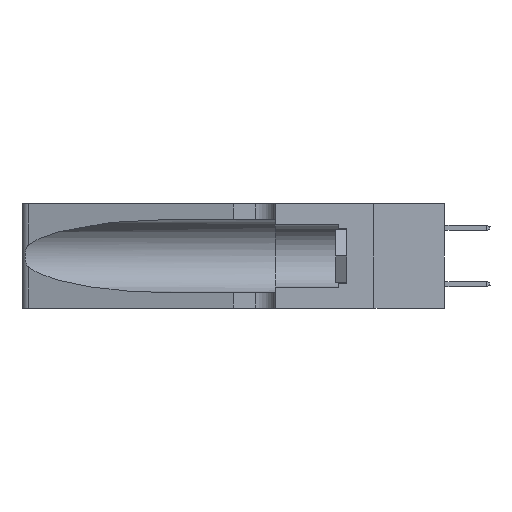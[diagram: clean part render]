
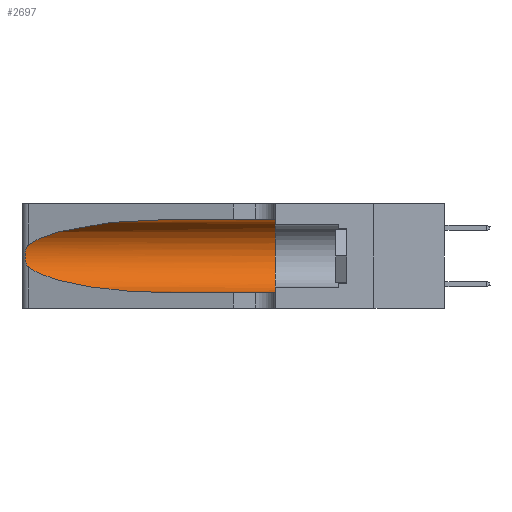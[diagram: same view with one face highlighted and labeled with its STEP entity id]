
A CAD part, left-side view. The second image highlights one B-rep face of the part: STEP entity #2697.
In plain terms, the highlighted cylindrical face has radius 3.308 mm (diameter 6.617 mm), a partial arc.
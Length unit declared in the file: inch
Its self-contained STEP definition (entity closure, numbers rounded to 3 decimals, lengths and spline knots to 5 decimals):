
#526 = CARTESIAN_POINT ( 'NONE',  ( 0.26075, 1.23896, 0.178 ) ) ;
#1166 =( BOUNDED_CURVE ( )  B_SPLINE_CURVE ( 3, ( #16581, #10951, #6955, #9723 ),
 .UNSPECIFIED., .F., .F. ) 
 B_SPLINE_CURVE_WITH_KNOTS ( ( 4, 4 ),
 ( 3.44316, 4.71239 ),
 .UNSPECIFIED. ) 
 CURVE ( )  GEOMETRIC_REPRESENTATION_ITEM ( )  RATIONAL_B_SPLINE_CURVE ( ( 1., 0.87, 0.87, 1. ) ) 
 REPRESENTATION_ITEM ( '' )  );
#1387 = ORIENTED_EDGE ( 'NONE', *, *, #6736, .T. ) ;
#1460 = CARTESIAN_POINT ( 'NONE',  ( 0.1305, 0.35, 0.31525 ) ) ;
#1772 = CARTESIAN_POINT ( 'NONE',  ( 0.25854, 1.2359, 0.20912 ) ) ;
#1819 = EDGE_CURVE ( 'NONE', #10377, #16277, #3075, .T. ) ;
#2142 = CARTESIAN_POINT ( 'NONE',  ( 0.25856, 1.23593, 0.16098 ) ) ;
#2338 = CARTESIAN_POINT ( 'NONE',  ( 0.25789, 1.23486, 0.15765 ) ) ;
#2523 = ORIENTED_EDGE ( 'NONE', *, *, #7689, .F. ) ;
#2697 = ADVANCED_FACE ( 'NONE', ( #8409 ), #10583, .F. ) ;
#3075 = B_SPLINE_CURVE_WITH_KNOTS ( 'NONE', 3,
 ( #17141, #8751, #5975, #8698, #1772, #12965, #5739, #526, #11705, #2142, #2338, #12203, #10066, #17344 ),
 .UNSPECIFIED., .F., .F.,
 ( 4, 2, 2, 2, 2, 2, 4 ),
 ( 0., 0.00027, 0.00053, 0.00107, 0.0016, 0.00187, 0.00214 ),
 .UNSPECIFIED. ) ;
#3457 = CARTESIAN_POINT ( 'NONE',  ( 0.1305, 1.61858, 0.31525 ) ) ;
#3887 = ORIENTED_EDGE ( 'NONE', *, *, #9009, .T. ) ;
#5027 = CARTESIAN_POINT ( 'NONE',  ( 0.1305, 0.72297, 0.31525 ) ) ;
#5166 = CARTESIAN_POINT ( 'NONE',  ( 0.18966, 0.96281, 0.31525 ) ) ;
#5204 = CARTESIAN_POINT ( 'NONE',  ( 0.25487, 1.22718, 0.22369 ) ) ;
#5535 = CARTESIAN_POINT ( 'NONE',  ( 0.1305, 1.61858, 0.05475 ) ) ;
#5739 = CARTESIAN_POINT ( 'NONE',  ( 0.26075, 1.23896, 0.19203 ) ) ;
#5975 = CARTESIAN_POINT ( 'NONE',  ( 0.25639, 1.23184, 0.21858 ) ) ;
#6736 = EDGE_CURVE ( 'NONE', #8360, #10441, #8494, .T. ) ;
#6955 = CARTESIAN_POINT ( 'NONE',  ( 0.18966, 0.96281, 0.05475 ) ) ;
#6962 = EDGE_LOOP ( 'NONE', ( #3887, #16643, #7304, #1387, #2523, #7262 ) ) ;
#7123 = CARTESIAN_POINT ( 'NONE',  ( 0.1305, 0.35, 0.185 ) ) ;
#7262 = ORIENTED_EDGE ( 'NONE', *, *, #10498, .F. ) ;
#7304 = ORIENTED_EDGE ( 'NONE', *, *, #17171, .T. ) ;
#7593 = DIRECTION ( 'NONE',  ( 0., -1., 0. ) ) ;
#7689 = EDGE_CURVE ( 'NONE', #13051, #10441, #11846, .T. ) ;
#7812 = CARTESIAN_POINT ( 'NONE',  ( 0.25487, 1.22718, 0.22369 ) ) ;
#8360 = VERTEX_POINT ( 'NONE', #10313 ) ;
#8409 = FACE_OUTER_BOUND ( 'NONE', #6962, .T. ) ;
#8494 = LINE ( 'NONE', #5535, #15561 ) ;
#8698 = CARTESIAN_POINT ( 'NONE',  ( 0.25787, 1.23484, 0.2124 ) ) ;
#8751 = CARTESIAN_POINT ( 'NONE',  ( 0.25555, 1.22994, 0.2215 ) ) ;
#9009 = EDGE_CURVE ( 'NONE', #11971, #10377, #17912, .T. ) ;
#9281 = CARTESIAN_POINT ( 'NONE',  ( 0.2373, 1.15595, 0.28018 ) ) ;
#9723 = CARTESIAN_POINT ( 'NONE',  ( 0.1305, 0.72297, 0.05475 ) ) ;
#9797 = DIRECTION ( 'NONE',  ( 0., 0., -1. ) ) ;
#10004 = DIRECTION ( 'NONE',  ( 0., 1., 0. ) ) ;
#10016 = AXIS2_PLACEMENT_3D ( 'NONE', #10958, #11022, #9797 ) ;
#10066 = CARTESIAN_POINT ( 'NONE',  ( 0.25555, 1.22993, 0.14849 ) ) ;
#10313 = CARTESIAN_POINT ( 'NONE',  ( 0.1305, 0.72297, 0.05475 ) ) ;
#10377 = VERTEX_POINT ( 'NONE', #5204 ) ;
#10441 = VERTEX_POINT ( 'NONE', #17329 ) ;
#10498 = EDGE_CURVE ( 'NONE', #11971, #13051, #15950, .T. ) ;
#10583 = CYLINDRICAL_SURFACE ( 'NONE', #10016, 0.13025 ) ;
#10616 = CARTESIAN_POINT ( 'NONE',  ( 0.1305, 0.72297, 0.31525 ) ) ;
#10951 = CARTESIAN_POINT ( 'NONE',  ( 0.2373, 1.15595, 0.08982 ) ) ;
#10958 = CARTESIAN_POINT ( 'NONE',  ( 0.1305, 1.61858, 0.185 ) ) ;
#11022 = DIRECTION ( 'NONE',  ( 0., -1., 0. ) ) ;
#11705 = CARTESIAN_POINT ( 'NONE',  ( 0.26017, 1.23833, 0.17102 ) ) ;
#11846 = CIRCLE ( 'NONE', #16780, 0.13025 ) ;
#11971 = VERTEX_POINT ( 'NONE', #10616 ) ;
#12203 = CARTESIAN_POINT ( 'NONE',  ( 0.25639, 1.23186, 0.15144 ) ) ;
#12965 = CARTESIAN_POINT ( 'NONE',  ( 0.26018, 1.23835, 0.19895 ) ) ;
#13051 = VERTEX_POINT ( 'NONE', #1460 ) ;
#14041 = DIRECTION ( 'NONE',  ( 0., -1., 0. ) ) ;
#15516 = VECTOR ( 'NONE', #7593, 39.37008 ) ;
#15561 = VECTOR ( 'NONE', #14041, 39.37008 ) ;
#15765 = DIRECTION ( 'NONE',  ( 0., 0., 1. ) ) ;
#15950 = LINE ( 'NONE', #3457, #15516 ) ;
#16277 = VERTEX_POINT ( 'NONE', #17343 ) ;
#16581 = CARTESIAN_POINT ( 'NONE',  ( 0.25487, 1.22718, 0.14631 ) ) ;
#16643 = ORIENTED_EDGE ( 'NONE', *, *, #1819, .T. ) ;
#16780 = AXIS2_PLACEMENT_3D ( 'NONE', #7123, #10004, #15765 ) ;
#17141 = CARTESIAN_POINT ( 'NONE',  ( 0.25487, 1.22718, 0.22369 ) ) ;
#17171 = EDGE_CURVE ( 'NONE', #16277, #8360, #1166, .T. ) ;
#17329 = CARTESIAN_POINT ( 'NONE',  ( 0.1305, 0.35, 0.05475 ) ) ;
#17343 = CARTESIAN_POINT ( 'NONE',  ( 0.25487, 1.22718, 0.14631 ) ) ;
#17344 = CARTESIAN_POINT ( 'NONE',  ( 0.25487, 1.22718, 0.14631 ) ) ;
#17912 =( BOUNDED_CURVE ( )  B_SPLINE_CURVE ( 3, ( #5027, #5166, #9281, #7812 ),
 .UNSPECIFIED., .F., .F. ) 
 B_SPLINE_CURVE_WITH_KNOTS ( ( 4, 4 ),
 ( 1.5708, 2.84003 ),
 .UNSPECIFIED. ) 
 CURVE ( )  GEOMETRIC_REPRESENTATION_ITEM ( )  RATIONAL_B_SPLINE_CURVE ( ( 1., 0.87, 0.87, 1. ) ) 
 REPRESENTATION_ITEM ( '' )  );
